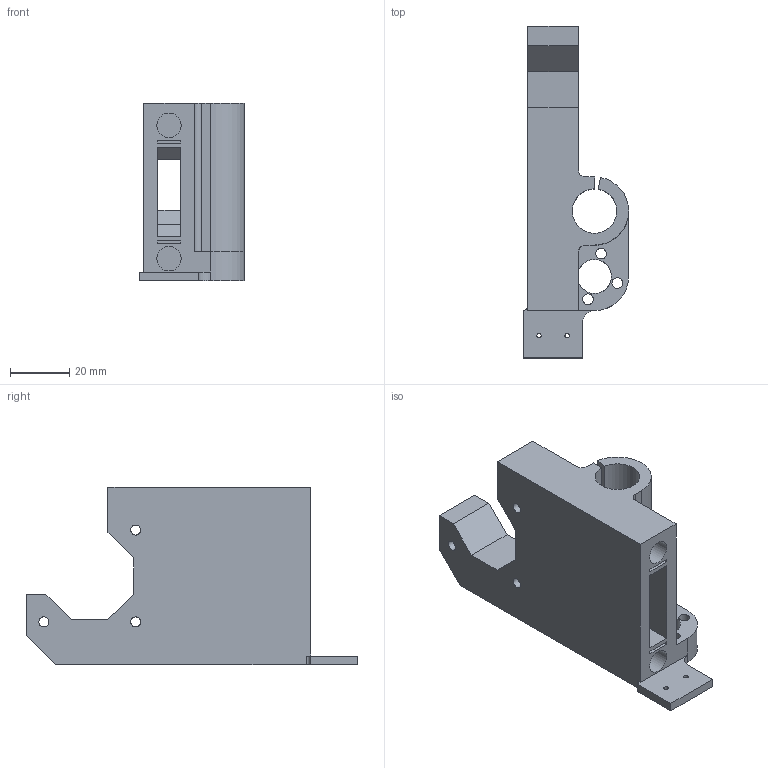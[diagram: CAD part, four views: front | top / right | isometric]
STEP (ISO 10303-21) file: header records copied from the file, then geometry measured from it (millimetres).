
FILE_DESCRIPTION(/* description */ (''),/* implementation_level */ '2;1');
FILE_NAME(/* name */ 'X_Idler_Left_V1.1_Leo_N.stp',/* time_stamp */ '2018-12-10T19:08:41+01:00',/* author */ (''),/* organization */ (''),/* preprocessor_version */ 'ST-DEVELOPER v15.2',/* originating_system */ 'Autodesk Translator Framework v2.0.0.5431',/* authorisation */ '');
FILE_SCHEMA (('AUTOMOTIVE_DESIGN { 1 0 10303 214 3 1 1 }'));
Length unit declared in the file: centimetre
Products named in the file (1): X_Idler_Left_V1.1_Leo_N
Bounding box: 35.5 x 112 x 60 mm (x, y, z)
Volume: 67252 mm3; surface area: 29621.8 mm2
Topology: 1 solids, 1 shells, 71 faces, 195 edges, 130 vertices
Faces by surface type: plane 51, cylinder 20
Full cylindrical faces by diameter (mm): 1.5 x2, 3.4 x3, 3.6 x3, 8.2 x2, 11.5 x1
Entity records: 2237 total; most frequent: CARTESIAN_POINT 382, DIRECTION 368, ORIENTED_EDGE 364, EDGE_CURVE 182, LINE 140, VECTOR 140, VERTEX_POINT 128, AXIS2_PLACEMENT_3D 114
